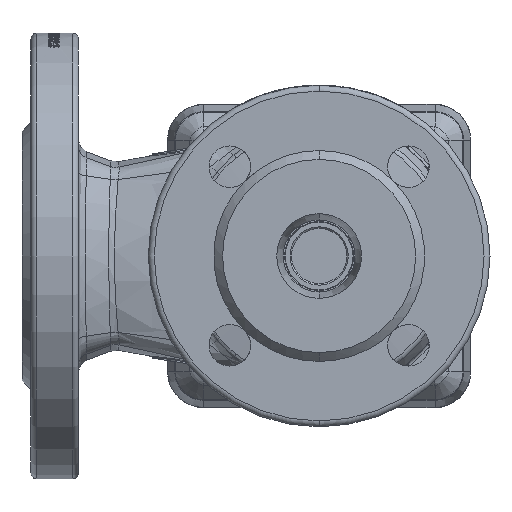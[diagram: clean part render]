
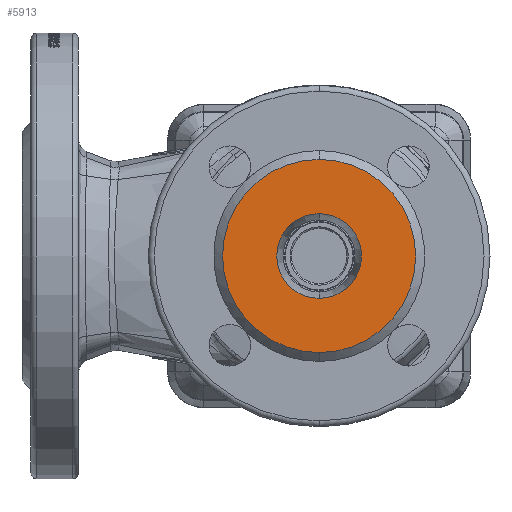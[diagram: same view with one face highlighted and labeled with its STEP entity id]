
A CAD part, front view. The second image highlights one B-rep face of the part: STEP entity #5913.
In plain terms, the highlighted planar face has unit normal (0, -1, 0).
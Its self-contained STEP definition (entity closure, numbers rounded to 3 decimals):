
#4762 = CIRCLE ( 'NONE', #75655, 32.5 ) ;
#5913 = ADVANCED_FACE ( 'NONE', ( #23398, #61413 ), #97126, .T. ) ;
#7278 = DIRECTION ( 'NONE',  ( 0., 0., -1. ) ) ;
#10682 = CARTESIAN_POINT ( 'NONE',  ( 0., -105., 14.25 ) ) ;
#11220 = CARTESIAN_POINT ( 'NONE',  ( 0., -105., 32.5 ) ) ;
#12365 = VERTEX_POINT ( 'NONE', #10682 ) ;
#14271 = CIRCLE ( 'NONE', #24345, 14.25 ) ;
#22670 = CARTESIAN_POINT ( 'NONE',  ( 0., -105., 0. ) ) ;
#23398 = FACE_OUTER_BOUND ( 'NONE', #82993, .T. ) ;
#24345 = AXIS2_PLACEMENT_3D ( 'NONE', #69095, #103996, #7278 ) ;
#28522 = VERTEX_POINT ( 'NONE', #11220 ) ;
#37823 = ORIENTED_EDGE ( 'NONE', *, *, #68006, .T. ) ;
#48809 = DIRECTION ( 'NONE',  ( 0., 1., 0. ) ) ;
#49557 = CARTESIAN_POINT ( 'NONE',  ( 0., -105., 0. ) ) ;
#55087 = ORIENTED_EDGE ( 'NONE', *, *, #138900, .F. ) ;
#58298 = AXIS2_PLACEMENT_3D ( 'NONE', #22670, #48809, #71000 ) ;
#61413 = FACE_BOUND ( 'NONE', #106441, .T. ) ;
#64233 = AXIS2_PLACEMENT_3D ( 'NONE', #75719, #136786, #78806 ) ;
#65617 = CARTESIAN_POINT ( 'NONE',  ( 0., -105., -14.25 ) ) ;
#67955 = ORIENTED_EDGE ( 'NONE', *, *, #99396, .F. ) ;
#68006 = EDGE_CURVE ( 'NONE', #123470, #12365, #14271, .T. ) ;
#69095 = CARTESIAN_POINT ( 'NONE',  ( 0., -105., 0. ) ) ;
#71000 = DIRECTION ( 'NONE',  ( 0., 0., -1. ) ) ;
#74330 = CARTESIAN_POINT ( 'NONE',  ( 0., -105., 0. ) ) ;
#75655 = AXIS2_PLACEMENT_3D ( 'NONE', #74330, #123462, #122696 ) ;
#75719 = CARTESIAN_POINT ( 'NONE',  ( 0., -105., 0. ) ) ;
#78806 = DIRECTION ( 'NONE',  ( 0., 0., -1. ) ) ;
#81626 = VERTEX_POINT ( 'NONE', #132191 ) ;
#82993 = EDGE_LOOP ( 'NONE', ( #55087, #67955 ) ) ;
#97126 = PLANE ( 'NONE',  #134960 ) ;
#99396 = EDGE_CURVE ( 'NONE', #81626, #28522, #157021, .T. ) ;
#99879 = ORIENTED_EDGE ( 'NONE', *, *, #115496, .T. ) ;
#103996 = DIRECTION ( 'NONE',  ( 0., 1., 0. ) ) ;
#106441 = EDGE_LOOP ( 'NONE', ( #99879, #37823 ) ) ;
#115496 = EDGE_CURVE ( 'NONE', #12365, #123470, #122394, .T. ) ;
#122394 = CIRCLE ( 'NONE', #64233, 14.25 ) ;
#122696 = DIRECTION ( 'NONE',  ( 0., 0., -1. ) ) ;
#123462 = DIRECTION ( 'NONE',  ( 0., 1., 0. ) ) ;
#123470 = VERTEX_POINT ( 'NONE', #65617 ) ;
#132191 = CARTESIAN_POINT ( 'NONE',  ( 0., -105., -32.5 ) ) ;
#134960 = AXIS2_PLACEMENT_3D ( 'NONE', #49557, #146325, #147105 ) ;
#136786 = DIRECTION ( 'NONE',  ( 0., 1., 0. ) ) ;
#138900 = EDGE_CURVE ( 'NONE', #28522, #81626, #4762, .T. ) ;
#146325 = DIRECTION ( 'NONE',  ( 0., -1., 0. ) ) ;
#147105 = DIRECTION ( 'NONE',  ( 0., 0., -1. ) ) ;
#157021 = CIRCLE ( 'NONE', #58298, 32.5 ) ;
